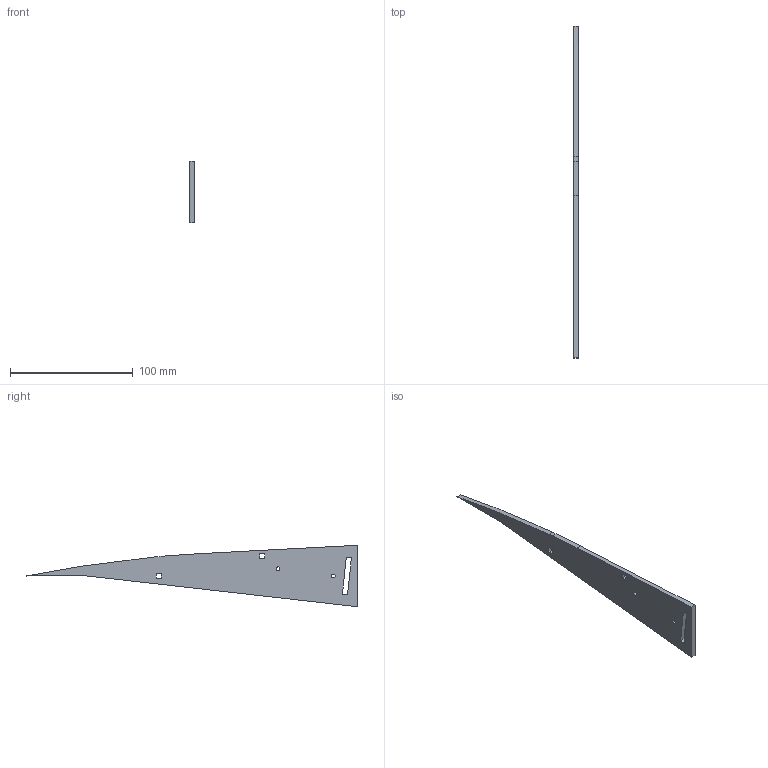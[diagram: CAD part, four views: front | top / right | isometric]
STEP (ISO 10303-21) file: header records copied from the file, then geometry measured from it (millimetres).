
FILE_DESCRIPTION(/* description */ ('STEP AP242'),/* implementation_level */ '2;1');
FILE_NAME(/* name */ 'foil near motor.step',/* time_stamp */ '2026-01-05T22:02:00+05:30',/* author */ (''),/* organization */ (''),/* preprocessor_version */ 'ST-DEVELOPER v20.1',/* originating_system */ 'Autodesk Translation Framework v14.21.0.0',/* authorisation */ '');
FILE_SCHEMA (('AUTOMOTIVE_DESIGN { 1 0 10303 214 3 1 1 }'));
Length unit declared in the file: metre
Products named in the file (1): Part 12
Bounding box: 4 x 270 x 50 mm (x, y, z)
Volume: 27474.8 mm3; surface area: 16594.8 mm2
Topology: 1 solids, 1 shells, 24 faces, 66 edges, 44 vertices
Faces by surface type: plane 18, bspline 3, cylinder 3
Full cylindrical faces by diameter (mm): 3.1 x1, 3.2 x1
Entity records: 902 total; most frequent: CARTESIAN_POINT 236, ORIENTED_EDGE 132, DIRECTION 114, EDGE_CURVE 66, LINE 54, VECTOR 54, VERTEX_POINT 44, EDGE_LOOP 34
